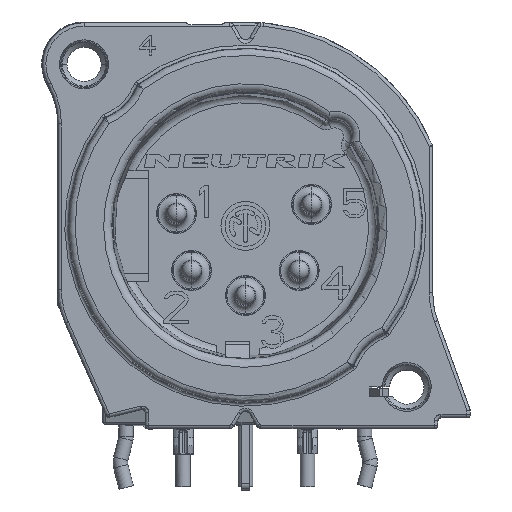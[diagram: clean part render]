
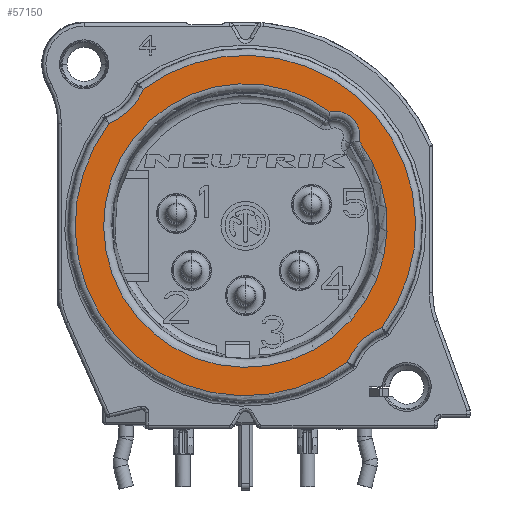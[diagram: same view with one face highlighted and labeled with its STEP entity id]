
A CAD part, top view. The second image highlights one B-rep face of the part: STEP entity #57150.
In plain terms, the highlighted planar face has unit normal (0, 0, 1).
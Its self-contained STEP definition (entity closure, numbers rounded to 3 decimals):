
#18511=CARTESIAN_POINT('',(5.515,5.515,2.7));
#18512=DIRECTION('',(0.,0.,-1.));
#18513=DIRECTION('',(-0.215,0.977,0.));
#18514=AXIS2_PLACEMENT_3D('',#18511,#18512,#18513);
#18524=CARTESIAN_POINT('',(6.98,5.193,2.7));
#18531=CARTESIAN_POINT('',(9.899,-9.9,2.7));
#18532=DIRECTION('',(0.,0.,-1.));
#18533=DIRECTION('',(-0.922,0.388,0.));
#18534=AXIS2_PLACEMENT_3D('',#18531,#18532,#18533);
#18536=CARTESIAN_POINT('',(0.,0.,2.7));
#18537=DIRECTION('',(0.,0.,-1.));
#18538=DIRECTION('',(0.599,-0.801,0.));
#18539=AXIS2_PLACEMENT_3D('',#18536,#18537,#18538);
#18541=CARTESIAN_POINT('',(-9.899,9.9,2.7));
#18542=DIRECTION('',(0.,0.,-1.));
#18543=DIRECTION('',(0.922,-0.388,0.));
#18544=AXIS2_PLACEMENT_3D('',#18541,#18542,#18543);
#18546=CARTESIAN_POINT('',(0.,0.,2.7));
#18547=DIRECTION('',(0.,0.,-1.));
#18548=DIRECTION('',(-0.599,0.801,0.));
#18549=AXIS2_PLACEMENT_3D('',#18546,#18547,#18548);
#18559=CARTESIAN_POINT('',(8.367,-6.257,2.7));
#18571=CARTESIAN_POINT('',(-6.256,8.368,2.7));
#18591=CARTESIAN_POINT('',(-8.367,6.257,2.7));
#18611=CARTESIAN_POINT('',(6.256,-8.368,
2.7));
#21348=CARTESIAN_POINT('',(0.,0.,2.7));
#21349=DIRECTION('',(0.,0.,-1.));
#21350=DIRECTION('',(0.802,0.597,0.));
#21351=AXIS2_PLACEMENT_3D('',#21348,#21349,#21350);
#21361=CARTESIAN_POINT('',(5.193,6.98,2.7));
#28856=VERTEX_POINT('',#18571);
#28859=VERTEX_POINT('',#18559);
#28861=VERTEX_POINT('',#18591);
#28863=VERTEX_POINT('',#18611);
#28874=VERTEX_POINT('',#21361);
#28875=VERTEX_POINT('',#18524);
#57130=CARTESIAN_POINT('',(0.,0.,2.7));
#57131=DIRECTION('',(0.,0.,-1.));
#57132=DIRECTION('',(0.,-1.,0.));
#57133=AXIS2_PLACEMENT_3D('',#57130,#57131,#57132);
#57134=PLANE('',#57133);
#57136=ORIENTED_EDGE('',*,*,#57135,.F.);
#57138=ORIENTED_EDGE('',*,*,#57137,.T.);
#57140=ORIENTED_EDGE('',*,*,#57139,.F.);
#57142=ORIENTED_EDGE('',*,*,#57141,.T.);
#57143=EDGE_LOOP('',(#57136,#57138,#57140,#57142));
#57144=FACE_OUTER_BOUND('',#57143,.F.);
#57145=ORIENTED_EDGE('',*,*,#57120,.F.);
#57147=ORIENTED_EDGE('',*,*,#57146,.F.);
#57148=EDGE_LOOP('',(#57145,#57147));
#57149=FACE_BOUND('',#57148,.F.);
#57150=ADVANCED_FACE('',(#57144,#57149),#57134,.F.);
#18515=CIRCLE('',#18514,1.5);
#18535=CIRCLE('',#18534,3.952);
#18540=CIRCLE('',#18539,10.448);
#18545=CIRCLE('',#18544,3.952);
#18550=CIRCLE('',#18549,10.448);
#21352=CIRCLE('',#21351,8.7);
#57120=EDGE_CURVE('',#28874,#28875,#18515,.T.);
#57135=EDGE_CURVE('',#28863,#28859,#18535,.T.);
#57137=EDGE_CURVE('',#28863,#28861,#18540,.T.);
#57139=EDGE_CURVE('',#28856,#28861,#18545,.T.);
#57141=EDGE_CURVE('',#28856,#28859,#18550,.T.);
#57146=EDGE_CURVE('',#28875,#28874,#21352,.T.);
